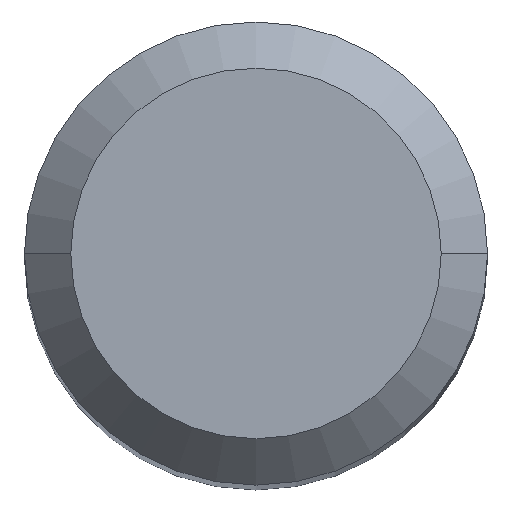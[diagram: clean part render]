
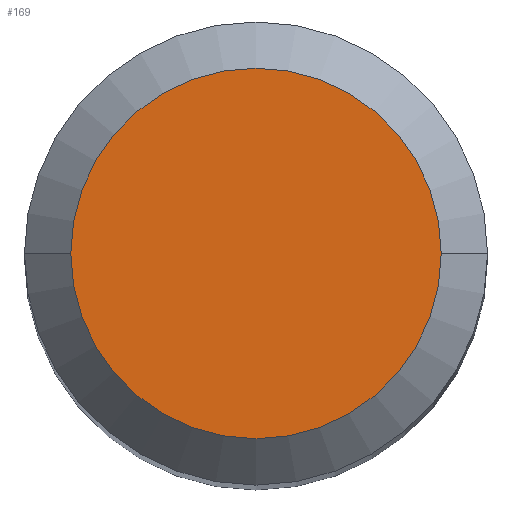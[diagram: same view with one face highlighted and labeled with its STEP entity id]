
A CAD part, top view. The second image highlights one B-rep face of the part: STEP entity #169.
In plain terms, the highlighted planar face has unit normal (0, 0, 1).
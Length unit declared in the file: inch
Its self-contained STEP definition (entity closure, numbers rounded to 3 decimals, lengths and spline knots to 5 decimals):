
#7 = DIRECTION ( 'NONE',  ( 0., 0., -1. ) ) ;
#14 = CARTESIAN_POINT ( 'NONE',  ( 0.09448, 0., 0. ) ) ;
#33 = DIRECTION ( 'NONE',  ( 1., 0., 0. ) ) ;
#49 = CARTESIAN_POINT ( 'NONE',  ( 0., 0., 0. ) ) ;
#63 = CARTESIAN_POINT ( 'NONE',  ( 0., 0., 0. ) ) ;
#83 = AXIS2_PLACEMENT_3D ( 'NONE', #342, #7, #416 ) ;
#84 = CIRCLE ( 'NONE', #199, 0.09448 ) ;
#123 = ORIENTED_EDGE ( 'NONE', *, *, #152, .T. ) ;
#151 = PLANE ( 'NONE',  #83 ) ;
#152 = EDGE_CURVE ( 'NONE', #250, #284, #317, .T. ) ;
#169 = ADVANCED_FACE ( 'NONE', ( #269 ), #151, .F. ) ;
#199 = AXIS2_PLACEMENT_3D ( 'NONE', #63, #326, #33 ) ;
#250 = VERTEX_POINT ( 'NONE', #274 ) ;
#269 = FACE_OUTER_BOUND ( 'NONE', #372, .T. ) ;
#270 = DIRECTION ( 'NONE',  ( 0., 0., 1. ) ) ;
#274 = CARTESIAN_POINT ( 'NONE',  ( -0.09448, 0., 0. ) ) ;
#284 = VERTEX_POINT ( 'NONE', #14 ) ;
#317 = CIRCLE ( 'NONE', #445, 0.09448 ) ;
#326 = DIRECTION ( 'NONE',  ( 0., 0., 1. ) ) ;
#342 = CARTESIAN_POINT ( 'NONE',  ( 0., 0., 0. ) ) ;
#372 = EDGE_LOOP ( 'NONE', ( #123, #440 ) ) ;
#378 = DIRECTION ( 'NONE',  ( 1., 0., 0. ) ) ;
#416 = DIRECTION ( 'NONE',  ( -1., 0., 0. ) ) ;
#440 = ORIENTED_EDGE ( 'NONE', *, *, #460, .T. ) ;
#445 = AXIS2_PLACEMENT_3D ( 'NONE', #49, #270, #378 ) ;
#460 = EDGE_CURVE ( 'NONE', #284, #250, #84, .T. ) ;
